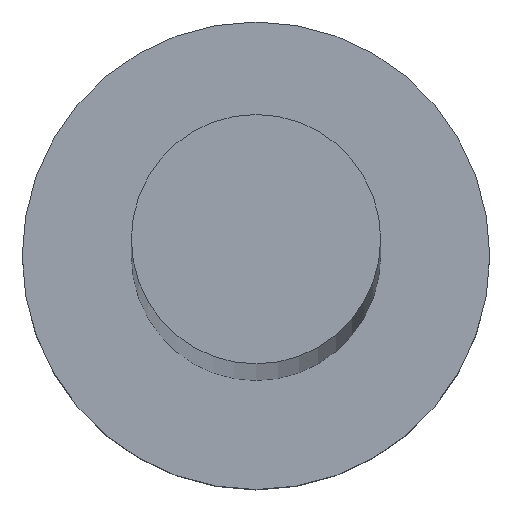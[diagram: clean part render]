
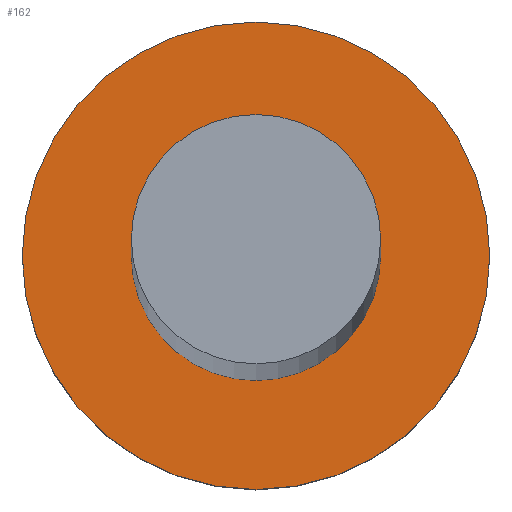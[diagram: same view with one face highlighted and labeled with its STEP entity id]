
A CAD part, top view. The second image highlights one B-rep face of the part: STEP entity #162.
In plain terms, the highlighted planar face has unit normal (0, 0, 1).
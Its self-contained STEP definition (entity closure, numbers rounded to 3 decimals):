
#3 = CIRCLE ( 'NONE', #197, 1.6 ) ;
#7 = CARTESIAN_POINT ( 'NONE',  ( -1.6, 0., 3. ) ) ;
#9 = CARTESIAN_POINT ( 'NONE',  ( 0., 0., 3. ) ) ;
#15 = CIRCLE ( 'NONE', #195, 3. ) ;
#20 = CARTESIAN_POINT ( 'NONE',  ( 0., 0., 3. ) ) ;
#22 = PLANE ( 'NONE',  #47 ) ;
#25 = DIRECTION ( 'NONE',  ( 0., 0., 1. ) ) ;
#27 = DIRECTION ( 'NONE',  ( 0., 0., 1. ) ) ;
#32 = FACE_OUTER_BOUND ( 'NONE', #148, .T. ) ;
#35 = CARTESIAN_POINT ( 'NONE',  ( 0., 0., 3. ) ) ;
#37 = VERTEX_POINT ( 'NONE', #230 ) ;
#47 = AXIS2_PLACEMENT_3D ( 'NONE', #245, #159, #131 ) ;
#53 = CIRCLE ( 'NONE', #155, 1.6 ) ;
#56 = CARTESIAN_POINT ( 'NONE',  ( 0., 0., 3. ) ) ;
#67 = FACE_BOUND ( 'NONE', #113, .T. ) ;
#76 = VERTEX_POINT ( 'NONE', #167 ) ;
#78 = VERTEX_POINT ( 'NONE', #213 ) ;
#80 = DIRECTION ( 'NONE',  ( 1., 0., 0. ) ) ;
#94 = EDGE_CURVE ( 'NONE', #78, #76, #180, .T. ) ;
#113 = EDGE_LOOP ( 'NONE', ( #196, #242 ) ) ;
#122 = VERTEX_POINT ( 'NONE', #7 ) ;
#131 = DIRECTION ( 'NONE',  ( 1., 0., 0. ) ) ;
#136 = AXIS2_PLACEMENT_3D ( 'NONE', #56, #235, #164 ) ;
#148 = EDGE_LOOP ( 'NONE', ( #207, #237 ) ) ;
#155 = AXIS2_PLACEMENT_3D ( 'NONE', #35, #176, #80 ) ;
#156 = DIRECTION ( 'NONE',  ( 1., 0., 0. ) ) ;
#159 = DIRECTION ( 'NONE',  ( 0., 0., 1. ) ) ;
#162 = ADVANCED_FACE ( 'NONE', ( #67, #32 ), #22, .T. ) ;
#164 = DIRECTION ( 'NONE',  ( 1., 0., 0. ) ) ;
#167 = CARTESIAN_POINT ( 'NONE',  ( 3., 0., 3. ) ) ;
#176 = DIRECTION ( 'NONE',  ( 0., 0., 1. ) ) ;
#180 = CIRCLE ( 'NONE', #136, 3. ) ;
#195 = AXIS2_PLACEMENT_3D ( 'NONE', #20, #27, #156 ) ;
#196 = ORIENTED_EDGE ( 'NONE', *, *, #206, .F. ) ;
#197 = AXIS2_PLACEMENT_3D ( 'NONE', #9, #25, #227 ) ;
#202 = EDGE_CURVE ( 'NONE', #37, #122, #53, .T. ) ;
#206 = EDGE_CURVE ( 'NONE', #122, #37, #3, .T. ) ;
#207 = ORIENTED_EDGE ( 'NONE', *, *, #94, .T. ) ;
#213 = CARTESIAN_POINT ( 'NONE',  ( -3., 0., 3. ) ) ;
#222 = EDGE_CURVE ( 'NONE', #76, #78, #15, .T. ) ;
#227 = DIRECTION ( 'NONE',  ( 1., 0., 0. ) ) ;
#230 = CARTESIAN_POINT ( 'NONE',  ( 1.6, 0., 3. ) ) ;
#235 = DIRECTION ( 'NONE',  ( 0., 0., 1. ) ) ;
#237 = ORIENTED_EDGE ( 'NONE', *, *, #222, .T. ) ;
#242 = ORIENTED_EDGE ( 'NONE', *, *, #202, .F. ) ;
#245 = CARTESIAN_POINT ( 'NONE',  ( 0., 0., 3. ) ) ;
